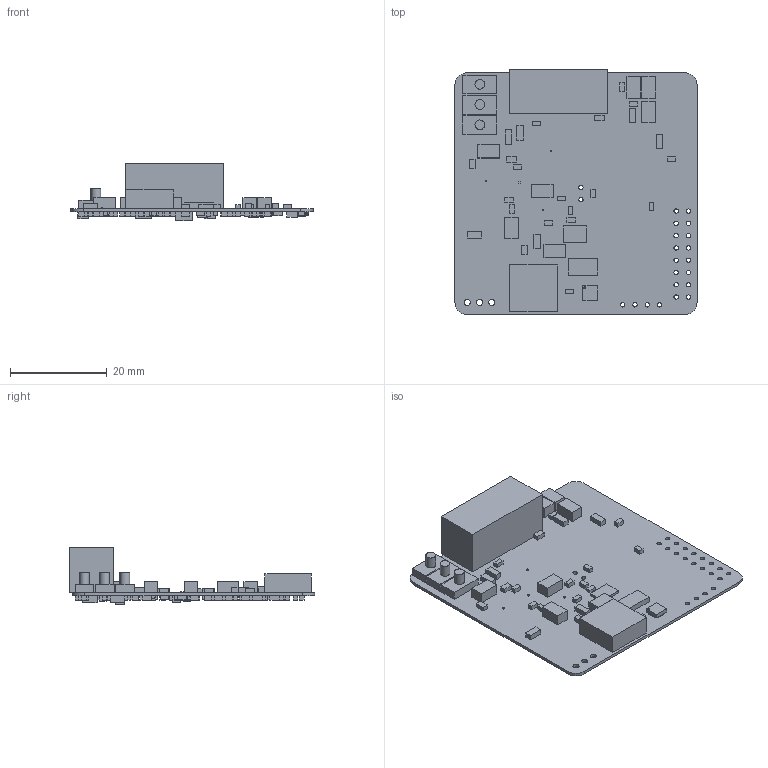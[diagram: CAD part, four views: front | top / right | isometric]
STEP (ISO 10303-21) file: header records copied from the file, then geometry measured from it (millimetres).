
FILE_DESCRIPTION(('Open CASCADE Model'),'2;1');
FILE_NAME('Open CASCADE Shape Model','2024-06-30T09:56:44',('Author'),( 'Open CASCADE'),'Open CASCADE STEP processor 7.5','Open CASCADE 7.5' ,'Unknown');
FILE_SCHEMA(('AUTOMOTIVE_DESIGN { 1 0 10303 214 1 1 1 1 }'));
Length unit declared in the file: millimetre
Products named in the file (194): PCB; Board; Open CASCADE STEP translator 7.5 1.1.1; C28; 2131117951680; Extruded; U2; 2131117615120; R6; 2131117951440; L5; D4; 2131117951120; C9; 2131117951280; C8; D6; D3; 2131117944320; Y1; 2131117944000; USB_DETECT; 2131117950720; USB_5V; U11; U8; U5; 2131000734080; Body; ThermalPin; PinsArrayLR; PinsArrayTB; U4; T2; 2131117944640; T1; SYSTEM_POWER; SWDIO; 2131117950880; SWDCLK ...
Assembly tree (312 placements, depth 4):
  PCB
    Board
      Open CASCADE STEP translator 7.5 1.1.1
    C28
      2131117951680
        Extruded
    U2
      2131117615120
        Extruded
    R6
      2131117951440
        Extruded
    L5
      2131117615120
        Extruded
    D4
      2131117951120
        Extruded
    C9
      2131117951280
        Extruded
    C8
      2131117951680
        Extruded
    D6
      2131117951120
        Extruded
    D3
      2131117944320
        Extruded
    Y1
      2131117944000
        Extruded
    USB_DETECT
      2131117950720
        Extruded
    USB_5V
      2131117950720
        Extruded
    U11
      2131117615120
        Extruded
    U8
      2131117615120
        Extruded
    U5
      2131000734080
        Body
        ThermalPin
        PinsArrayLR
        PinsArrayTB
    U4
      2131117615120
        Extruded
    T2
      2131117944640
        Extruded
    T1
      2131117944640
        Extruded
Bounding box: 50.04 x 50.7 x 11.97 mm (x, y, z)
Volume: 4335.2 mm3; surface area: 8485.3 mm2
Topology: 161 solids, 161 shells, 1000 faces, 2031 edges, 1354 vertices
Faces by surface type: plane 955, cylinder 45
Full cylindrical faces by diameter (mm): 0.375 x1, 0.9 x24, 1 x10, 1.27 x3, 2 x3
Entity records: 12683 total; most frequent: DIRECTION 1917, CARTESIAN_POINT 1640, ORIENTED_EDGE 1242, AXIS2_PLACEMENT_3D 691, EDGE_CURVE 621, LINE 535, VECTOR 535, PRODUCT_DEFINITION_SHAPE 506
